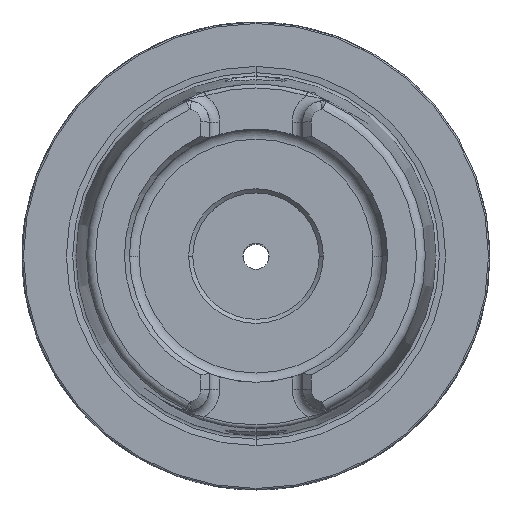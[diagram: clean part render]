
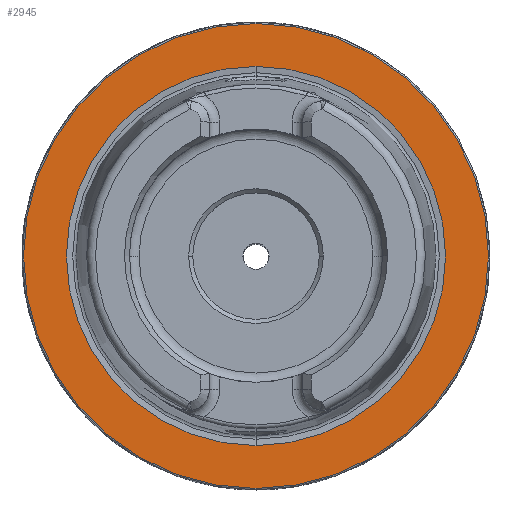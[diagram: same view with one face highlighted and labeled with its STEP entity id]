
A CAD part, top view. The second image highlights one B-rep face of the part: STEP entity #2945.
In plain terms, the highlighted planar face has unit normal (0, 0, 1).
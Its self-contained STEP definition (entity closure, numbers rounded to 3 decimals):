
#789 = DIRECTION ( 'NONE',  ( 0., -1., 0. ) ) ;
#962 = DIRECTION ( 'NONE',  ( 0., 0., 1. ) ) ;
#993 = CARTESIAN_POINT ( 'NONE',  ( 0., 0., 0. ) ) ;
#1132 = CARTESIAN_POINT ( 'NONE',  ( 0., -31.27, 0. ) ) ;
#1177 = DIRECTION ( 'NONE',  ( 0., 1., 0. ) ) ;
#1214 = CARTESIAN_POINT ( 'NONE',  ( 0., 0., 0. ) ) ;
#1413 = CARTESIAN_POINT ( 'NONE',  ( 0., 0., 0. ) ) ;
#1622 = VERTEX_POINT ( 'NONE', #4820 ) ;
#1889 = CARTESIAN_POINT ( 'NONE',  ( 0., 25.5, 0. ) ) ;
#2390 = DIRECTION ( 'NONE',  ( 0., -1., 0. ) ) ;
#2945 = ADVANCED_FACE ( 'NONE', ( #8528, #8816 ), #4982, .T. ) ;
#3189 = AXIS2_PLACEMENT_3D ( 'NONE', #1413, #8268, #2390 ) ;
#3480 = AXIS2_PLACEMENT_3D ( 'NONE', #993, #962, #789 ) ;
#3635 = CIRCLE ( 'NONE', #3480, 31.27 ) ;
#3769 = AXIS2_PLACEMENT_3D ( 'NONE', #1214, #5337, #1177 ) ;
#4820 = CARTESIAN_POINT ( 'NONE',  ( 0., 31.27, 0. ) ) ;
#4891 = DIRECTION ( 'NONE',  ( 0., -1., 0. ) ) ;
#4982 = PLANE ( 'NONE',  #9974 ) ;
#5197 = CARTESIAN_POINT ( 'NONE',  ( 0., 31.47, 0. ) ) ;
#5337 = DIRECTION ( 'NONE',  ( 0., 0., -1. ) ) ;
#5734 = ORIENTED_EDGE ( 'NONE', *, *, #9394, .T. ) ;
#5761 = ORIENTED_EDGE ( 'NONE', *, *, #8942, .T. ) ;
#5775 = ORIENTED_EDGE ( 'NONE', *, *, #5973, .T. ) ;
#5973 = EDGE_CURVE ( 'NONE', #8808, #9698, #10398, .T. ) ;
#6229 = CARTESIAN_POINT ( 'NONE',  ( 0., -25.5, 0. ) ) ;
#6424 = AXIS2_PLACEMENT_3D ( 'NONE', #10801, #10773, #10745 ) ;
#6776 = ORIENTED_EDGE ( 'NONE', *, *, #9971, .T. ) ;
#7237 = VERTEX_POINT ( 'NONE', #1132 ) ;
#7383 = DIRECTION ( 'NONE',  ( 0., 0., 1. ) ) ;
#8107 = CIRCLE ( 'NONE', #3769, 25.5 ) ;
#8268 = DIRECTION ( 'NONE',  ( 0., 0., 1. ) ) ;
#8528 = FACE_OUTER_BOUND ( 'NONE', #9443, .T. ) ;
#8808 = VERTEX_POINT ( 'NONE', #1889 ) ;
#8816 = FACE_BOUND ( 'NONE', #11012, .T. ) ;
#8942 = EDGE_CURVE ( 'NONE', #9698, #8808, #8107, .T. ) ;
#9394 = EDGE_CURVE ( 'NONE', #7237, #1622, #3635, .T. ) ;
#9443 = EDGE_LOOP ( 'NONE', ( #5734, #6776 ) ) ;
#9698 = VERTEX_POINT ( 'NONE', #6229 ) ;
#9971 = EDGE_CURVE ( 'NONE', #1622, #7237, #10869, .T. ) ;
#9974 = AXIS2_PLACEMENT_3D ( 'NONE', #5197, #7383, #4891 ) ;
#10398 = CIRCLE ( 'NONE', #6424, 25.5 ) ;
#10745 = DIRECTION ( 'NONE',  ( 0., 1., 0. ) ) ;
#10773 = DIRECTION ( 'NONE',  ( 0., 0., -1. ) ) ;
#10801 = CARTESIAN_POINT ( 'NONE',  ( 0., 0., 0. ) ) ;
#10869 = CIRCLE ( 'NONE', #3189, 31.27 ) ;
#11012 = EDGE_LOOP ( 'NONE', ( #5761, #5775 ) ) ;
